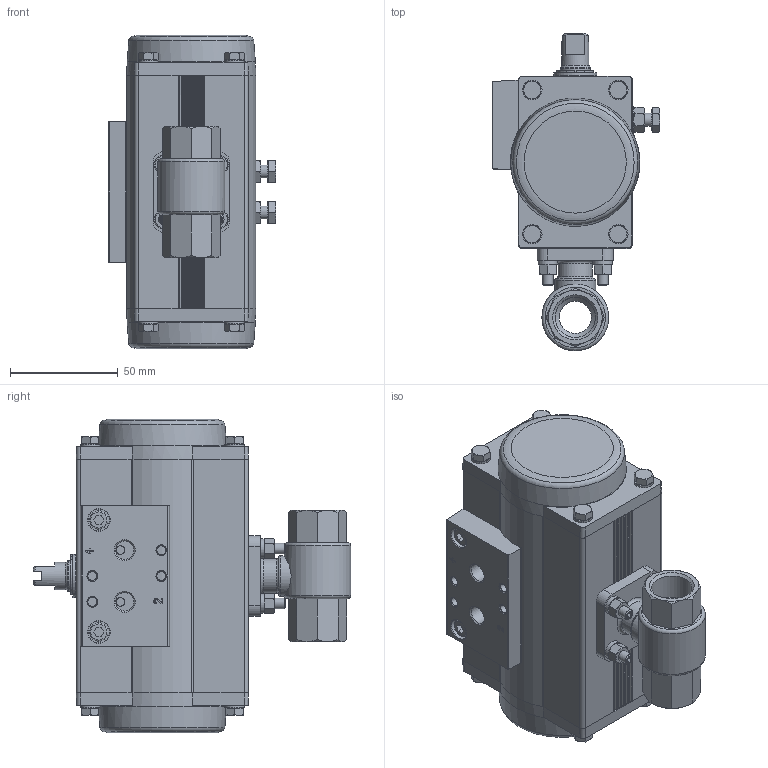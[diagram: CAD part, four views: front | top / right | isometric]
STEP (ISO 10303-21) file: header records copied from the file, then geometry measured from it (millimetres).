
FILE_DESCRIPTION(/* description */ ('STEP AP214'),/* implementation_level */ '2;1');
FILE_NAME(/* name */ '8070244_VZBM-A-1_2-RP-25-D-2-B2-PB20',/* time_stamp */ '2024-09-18T02:47:30+02:00',/* author */ ('License CC BY-ND 4.0'),/* organization */ ('CADENAS'),/* preprocessor_version */ 'ST-DEVELOPER v19.3',/* originating_system */ 'PARTsolutions',/* authorisation */ ' ');
FILE_SCHEMA (('AUTOMOTIVE_DESIGN {1 0 10303 214 3 1 1}'));
Length unit declared in the file: millimetre
Products named in the file (10): 8070244 VZBM-A-1/2-RP-25-D-2-B2-PB20; 4405648 VZBM-1/2-RP-25-D-2-F03-B2B3; 8042185 DFPD-20-90-RS-F03-------(housing); 8042185 DFPD-20(F03_0)---(shaft); 3637777 SCHEIBE 6.2X12X1.5-1.4301; 3637759 DFPD-20; DIN 934 - M6(F); 1128629 NL-5; ISO-4026 M5x25; ISO 4032 - M5(F)
Assembly tree (21 placements, depth 2):
  8070244 VZBM-A-1/2-RP-25-D-2-B2-PB20
    4405648 VZBM-1/2-RP-25-D-2-F03-B2B3
    8042185 DFPD-20-90-RS-F03-------(housing)
    8042185 DFPD-20(F03_0)---(shaft)
    3637777 SCHEIBE 6.2X12X1.5-1.4301  x2
    3637759 DFPD-20  x2
    DIN 934 - M6(F)  x2
    1128629 NL-5  x4
    ISO-4026 M5x25  x4
    ISO 4032 - M5(F)  x4
Bounding box: 77.7 x 147.5 x 145.7 mm (x, y, z)
Volume: 656426.2 mm3; surface area: 87383.2 mm2
Topology: 21 solids, 21 shells, 919 faces, 2059 edges, 1242 vertices
Faces by surface type: plane 457, cone 258, cylinder 170, torus 32, sphere 2
Full cylindrical faces by diameter (mm): 1.7 x2, 4 x2, 4.134 x16, 4.917 x6, 5 x4, 5.4 x4, 5.5 x4, 6 x2, 6.2 x2, 8.5 x2, 8.566 x2, 9 x14, 10 x4, 12 x2, 12.6 x1, 12.7 x1, 13 x2, 14 x3, 15 x1, 16 x1, 16.1 x1, 17.3 x2, 18.631 x2, 19 x1, 20 x2, 22 x3, 22.5 x2, 25.15 x1, 30 x1, 31 x1
Entity records: 19904 total; most frequent: CARTESIAN_POINT 4143, DIRECTION 3231, ORIENTED_EDGE 2932, EDGE_CURVE 1466, AXIS2_PLACEMENT_3D 1307, VERTEX_POINT 1000, FACE_BOUND 992, EDGE_LOOP 980
